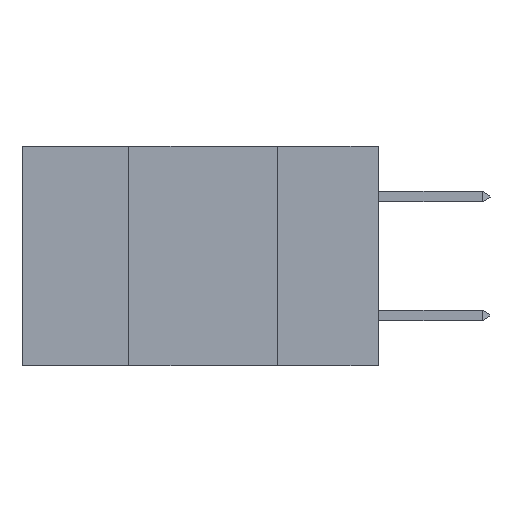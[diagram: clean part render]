
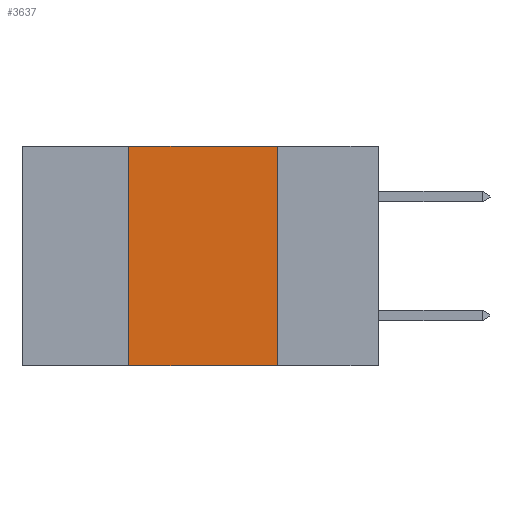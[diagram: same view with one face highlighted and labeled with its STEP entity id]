
A CAD part, left-side view. The second image highlights one B-rep face of the part: STEP entity #3637.
In plain terms, the highlighted planar face has unit normal (-1, 0, 0).
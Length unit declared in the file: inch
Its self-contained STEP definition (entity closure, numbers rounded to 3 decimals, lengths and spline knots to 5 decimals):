
#347 = EDGE_CURVE ( 'NONE', #25732, #14891, #25551, .T. ) ;
#1509 = LINE ( 'NONE', #25270, #28721 ) ;
#1539 = ORIENTED_EDGE ( 'NONE', *, *, #12136, .F. ) ;
#1980 = EDGE_CURVE ( 'NONE', #22467, #25732, #18097, .T. ) ;
#2112 = LINE ( 'NONE', #26099, #25111 ) ;
#2545 = CARTESIAN_POINT ( 'NONE',  ( 0., 0.42, 0. ) ) ;
#3055 = DIRECTION ( 'NONE',  ( 0., 0., -1. ) ) ;
#3277 = CARTESIAN_POINT ( 'NONE',  ( 0., 0.17, 0. ) ) ;
#3637 = ADVANCED_FACE ( 'NONE', ( #16096 ), #6549, .F. ) ;
#4026 = VERTEX_POINT ( 'NONE', #17992 ) ;
#5834 = CARTESIAN_POINT ( 'NONE',  ( 0., 0.42, 0. ) ) ;
#6032 = ORIENTED_EDGE ( 'NONE', *, *, #13565, .T. ) ;
#6549 = PLANE ( 'NONE',  #12866 ) ;
#7260 = EDGE_LOOP ( 'NONE', ( #1539, #27055, #19195, #6032 ) ) ;
#7570 = CARTESIAN_POINT ( 'NONE',  ( 0., 0.42, -0.37 ) ) ;
#11153 = CARTESIAN_POINT ( 'NONE',  ( 0., 0.6, 0. ) ) ;
#12136 = EDGE_CURVE ( 'NONE', #14891, #4026, #1509, .T. ) ;
#12866 = AXIS2_PLACEMENT_3D ( 'NONE', #11153, #17557, #26734 ) ;
#13565 = EDGE_CURVE ( 'NONE', #22467, #4026, #2112, .T. ) ;
#14891 = VERTEX_POINT ( 'NONE', #3277 ) ;
#16096 = FACE_OUTER_BOUND ( 'NONE', #7260, .T. ) ;
#17216 = DIRECTION ( 'NONE',  ( 0., -1., 0. ) ) ;
#17557 = DIRECTION ( 'NONE',  ( 1., 0., 0. ) ) ;
#17706 = CARTESIAN_POINT ( 'NONE',  ( 0., 0.6, 0. ) ) ;
#17992 = CARTESIAN_POINT ( 'NONE',  ( 0., 0.17, -0.37 ) ) ;
#18097 = LINE ( 'NONE', #2545, #27193 ) ;
#19195 = ORIENTED_EDGE ( 'NONE', *, *, #1980, .F. ) ;
#20423 = DIRECTION ( 'NONE',  ( 0., 0., 1. ) ) ;
#20603 = VECTOR ( 'NONE', #26701, 39.37008 ) ;
#22467 = VERTEX_POINT ( 'NONE', #7570 ) ;
#25111 = VECTOR ( 'NONE', #17216, 39.37008 ) ;
#25270 = CARTESIAN_POINT ( 'NONE',  ( 0., 0.17, 0. ) ) ;
#25551 = LINE ( 'NONE', #17706, #20603 ) ;
#25732 = VERTEX_POINT ( 'NONE', #5834 ) ;
#26099 = CARTESIAN_POINT ( 'NONE',  ( 0., 0.6, -0.37 ) ) ;
#26701 = DIRECTION ( 'NONE',  ( 0., -1., 0. ) ) ;
#26734 = DIRECTION ( 'NONE',  ( 0., 0., -1. ) ) ;
#27055 = ORIENTED_EDGE ( 'NONE', *, *, #347, .F. ) ;
#27193 = VECTOR ( 'NONE', #20423, 39.37008 ) ;
#28721 = VECTOR ( 'NONE', #3055, 39.37008 ) ;
